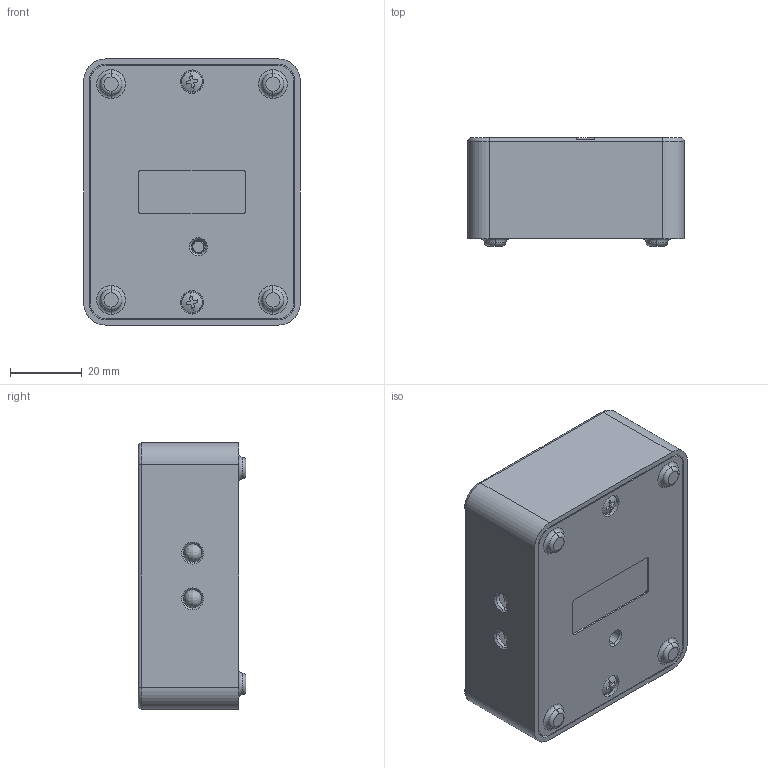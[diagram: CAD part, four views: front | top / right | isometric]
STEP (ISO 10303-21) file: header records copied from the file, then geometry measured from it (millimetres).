
FILE_DESCRIPTION (( 'STEP AP203' ), '1' );
FILE_NAME ('DP-00-00.STEP', '2020-04-15T21:15:32', ( '' ), ( '' ), 'SwSTEP 2.0', 'SolidWorks 2017', '' );
FILE_SCHEMA (( 'CONFIG_CONTROL_DESIGN' ));
Length unit declared in the file: millimetre
Products named in the file (7): DP-00-01; DemoPCB_Rev-03; SONICSERT_BOLLHOFF_07301030058; BN_660_M3x6; DP-00-00; DP-00-02
Assembly tree (12 placements, depth 3):
  DP-00-00
    DP-00-01
      DP-00-01
      SONICSERT_BOLLHOFF_07301030058  x4
    DP-00-02
    BN_660_M3x6  x4
    DemoPCB_Rev-03
Bounding box: 60.2 x 30 x 74 mm (x, y, z)
Volume: 49606.5 mm3; surface area: 42363.5 mm2
Topology: 19 solids, 19 shells, 1228 faces, 2982 edges, 1852 vertices
Faces by surface type: plane 486, cylinder 407, torus 149, bspline 96, cone 82, sphere 8
Entity records: 36662 total; most frequent: CARTESIAN_POINT 10581, DIRECTION 5251, ORIENTED_EDGE 5228, EDGE_CURVE 2614, AXIS2_PLACEMENT_3D 1898, VERTEX_POINT 1628, VECTOR 1455, LINE 1455
